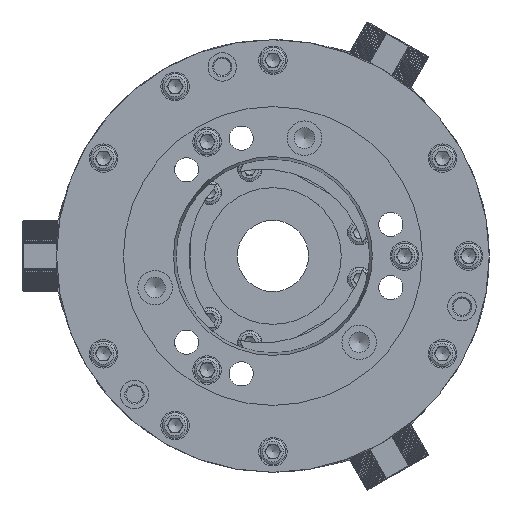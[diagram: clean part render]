
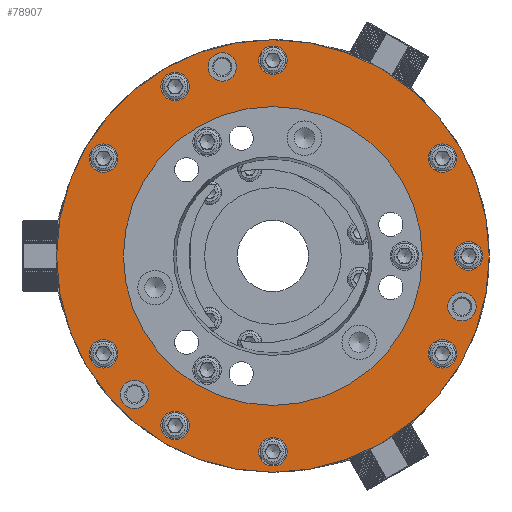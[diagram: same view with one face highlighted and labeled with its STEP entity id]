
A CAD part, left-side view. The second image highlights one B-rep face of the part: STEP entity #78907.
In plain terms, the highlighted planar face has unit normal (-1, 0, 0).
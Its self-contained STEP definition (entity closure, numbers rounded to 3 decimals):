
#25678=ORIENTED_EDGE('',*,*,#46084,.F.);
#25679=ORIENTED_EDGE('',*,*,#46085,.F.);
#25680=ORIENTED_EDGE('',*,*,#46086,.F.);
#25681=ORIENTED_EDGE('',*,*,#46083,.T.);
#25682=ORIENTED_EDGE('',*,*,#46087,.F.);
#25683=ORIENTED_EDGE('',*,*,#46088,.F.);
#25684=ORIENTED_EDGE('',*,*,#46089,.F.);
#25685=ORIENTED_EDGE('',*,*,#46090,.T.);
#25686=ORIENTED_EDGE('',*,*,#46091,.F.);
#25687=ORIENTED_EDGE('',*,*,#46092,.T.);
#25688=ORIENTED_EDGE('',*,*,#46093,.T.);
#25689=ORIENTED_EDGE('',*,*,#46094,.F.);
#25690=ORIENTED_EDGE('',*,*,#46095,.F.);
#25691=ORIENTED_EDGE('',*,*,#46096,.T.);
#46083=EDGE_CURVE('',#56790,#56790,#63413,.T.);
#46084=EDGE_CURVE('',#56791,#56791,#63414,.T.);
#46085=EDGE_CURVE('',#56792,#56792,#63415,.T.);
#46086=EDGE_CURVE('',#56793,#56793,#63416,.T.);
#46087=EDGE_CURVE('',#56794,#56794,#63417,.T.);
#46088=EDGE_CURVE('',#56795,#56795,#63418,.T.);
#46089=EDGE_CURVE('',#56796,#56796,#63419,.T.);
#46090=EDGE_CURVE('',#56797,#56797,#63420,.T.);
#46091=EDGE_CURVE('',#56798,#56798,#63421,.T.);
#46092=EDGE_CURVE('',#56799,#56799,#63422,.T.);
#46093=EDGE_CURVE('',#56800,#56800,#63423,.T.);
#46094=EDGE_CURVE('',#56801,#56801,#63424,.T.);
#46095=EDGE_CURVE('',#56802,#56802,#63425,.T.);
#46096=EDGE_CURVE('',#56803,#56803,#63426,.T.);
#56790=VERTEX_POINT('',#115087);
#56791=VERTEX_POINT('',#115090);
#56792=VERTEX_POINT('',#115092);
#56793=VERTEX_POINT('',#115094);
#56794=VERTEX_POINT('',#115096);
#56795=VERTEX_POINT('',#115098);
#56796=VERTEX_POINT('',#115100);
#56797=VERTEX_POINT('',#115102);
#56798=VERTEX_POINT('',#115104);
#56799=VERTEX_POINT('',#115106);
#56800=VERTEX_POINT('',#115108);
#56801=VERTEX_POINT('',#115110);
#56802=VERTEX_POINT('',#115112);
#56803=VERTEX_POINT('',#115114);
#63413=CIRCLE('',#84284,105.);
#63414=CIRCLE('',#84286,10.);
#63415=CIRCLE('',#84287,10.);
#63416=CIRCLE('',#84288,10.);
#63417=CIRCLE('',#84289,152.);
#63418=CIRCLE('',#84290,10.);
#63419=CIRCLE('',#84291,10.);
#63420=CIRCLE('',#84292,10.);
#63421=CIRCLE('',#84293,10.);
#63422=CIRCLE('',#84294,10.);
#63423=CIRCLE('',#84295,10.);
#63424=CIRCLE('',#84296,10.);
#63425=CIRCLE('',#84297,10.);
#63426=CIRCLE('',#84298,10.);
#65367=EDGE_LOOP('',(#25678));
#65368=EDGE_LOOP('',(#25679));
#65369=EDGE_LOOP('',(#25680));
#65370=EDGE_LOOP('',(#25681));
#65371=EDGE_LOOP('',(#25682));
#65372=EDGE_LOOP('',(#25683));
#65373=EDGE_LOOP('',(#25684));
#65374=EDGE_LOOP('',(#25685));
#65375=EDGE_LOOP('',(#25686));
#65376=EDGE_LOOP('',(#25687));
#65377=EDGE_LOOP('',(#25688));
#65378=EDGE_LOOP('',(#25689));
#65379=EDGE_LOOP('',(#25690));
#65380=EDGE_LOOP('',(#25691));
#70468=FACE_BOUND('',#65367,.T.);
#70469=FACE_BOUND('',#65368,.T.);
#70470=FACE_BOUND('',#65369,.T.);
#70471=FACE_BOUND('',#65370,.T.);
#70472=FACE_BOUND('',#65371,.T.);
#70473=FACE_BOUND('',#65372,.T.);
#70474=FACE_BOUND('',#65373,.T.);
#70475=FACE_BOUND('',#65374,.T.);
#70476=FACE_BOUND('',#65375,.T.);
#70477=FACE_BOUND('',#65376,.T.);
#70478=FACE_BOUND('',#65377,.T.);
#70479=FACE_BOUND('',#65378,.T.);
#70480=FACE_BOUND('',#65379,.T.);
#70481=FACE_BOUND('',#65380,.T.);
#74934=PLANE('',#84285);
#78907=ADVANCED_FACE('',(#70468,#70469,#70470,#70471,#70472,#70473,#70474,
#70475,#70476,#70477,#70478,#70479,#70480,#70481),#74934,.T.);
#84284=AXIS2_PLACEMENT_3D('',#115086,#93150,#93151);
#84285=AXIS2_PLACEMENT_3D('',#115088,#93152,#93153);
#84286=AXIS2_PLACEMENT_3D('',#115089,#93154,#93155);
#84287=AXIS2_PLACEMENT_3D('',#115091,#93156,#93157);
#84288=AXIS2_PLACEMENT_3D('',#115093,#93158,#93159);
#84289=AXIS2_PLACEMENT_3D('',#115095,#93160,#93161);
#84290=AXIS2_PLACEMENT_3D('',#115097,#93162,#93163);
#84291=AXIS2_PLACEMENT_3D('',#115099,#93164,#93165);
#84292=AXIS2_PLACEMENT_3D('',#115101,#93166,#93167);
#84293=AXIS2_PLACEMENT_3D('',#115103,#93168,#93169);
#84294=AXIS2_PLACEMENT_3D('',#115105,#93170,#93171);
#84295=AXIS2_PLACEMENT_3D('',#115107,#93172,#93173);
#84296=AXIS2_PLACEMENT_3D('',#115109,#93174,#93175);
#84297=AXIS2_PLACEMENT_3D('',#115111,#93176,#93177);
#84298=AXIS2_PLACEMENT_3D('',#115113,#93178,#93179);
#93150=DIRECTION('',(1.,0.,0.));
#93151=DIRECTION('',(0.,0.,-1.));
#93152=DIRECTION('',(-1.,0.,0.));
#93153=DIRECTION('',(0.,0.,1.));
#93154=DIRECTION('',(-1.,0.,0.));
#93155=DIRECTION('',(0.,0.,1.));
#93156=DIRECTION('',(-1.,0.,0.));
#93157=DIRECTION('',(0.,0.,1.));
#93158=DIRECTION('',(-1.,0.,0.));
#93159=DIRECTION('',(0.,0.,1.));
#93160=DIRECTION('',(1.,0.,0.));
#93161=DIRECTION('',(0.,0.,-1.));
#93162=DIRECTION('',(-1.,0.,0.));
#93163=DIRECTION('',(0.,0.,1.));
#93164=DIRECTION('',(-1.,0.,0.));
#93165=DIRECTION('',(0.,0.,1.));
#93166=DIRECTION('',(1.,0.,0.));
#93167=DIRECTION('',(0.,-0.866,0.5));
#93168=DIRECTION('',(-1.,0.,0.));
#93169=DIRECTION('',(0.,0.866,-0.5));
#93170=DIRECTION('',(1.,0.,0.));
#93171=DIRECTION('',(0.,0.866,0.5));
#93172=DIRECTION('',(1.,0.,0.));
#93173=DIRECTION('',(0.,0.866,0.5));
#93174=DIRECTION('',(-1.,0.,0.));
#93175=DIRECTION('',(0.,-0.866,-0.5));
#93176=DIRECTION('',(-1.,0.,0.));
#93177=DIRECTION('',(0.,-0.866,-0.5));
#93178=DIRECTION('',(1.,0.,0.));
#93179=DIRECTION('',(0.,0.,-1.));
#115086=CARTESIAN_POINT('',(-124.,0.,0.));
#115087=CARTESIAN_POINT('',(-124.,0.,-105.));
#115088=CARTESIAN_POINT('',(-124.,76.,-131.636));
#115089=CARTESIAN_POINT('',(-124.,35.588,132.815));
#115090=CARTESIAN_POINT('',(-124.,35.588,142.815));
#115091=CARTESIAN_POINT('',(-124.,-132.815,-35.588));
#115092=CARTESIAN_POINT('',(-124.,-132.815,-25.588));
#115093=CARTESIAN_POINT('',(-124.,97.227,-97.227));
#115094=CARTESIAN_POINT('',(-124.,97.227,-87.227));
#115095=CARTESIAN_POINT('',(-124.,0.,0.));
#115096=CARTESIAN_POINT('',(-124.,0.,-152.));
#115097=CARTESIAN_POINT('',(-124.,119.078,-68.75));
#115098=CARTESIAN_POINT('',(-124.,119.078,-58.75));
#115099=CARTESIAN_POINT('',(-124.,68.75,-119.078));
#115100=CARTESIAN_POINT('',(-124.,68.75,-109.078));
#115101=CARTESIAN_POINT('',(-124.,0.,-137.5));
#115102=CARTESIAN_POINT('',(-124.,-8.66,-132.5));
#115103=CARTESIAN_POINT('',(-124.,-119.078,-68.75));
#115104=CARTESIAN_POINT('',(-124.,-110.418,-73.75));
#115105=CARTESIAN_POINT('',(-124.,-137.5,0.));
#115106=CARTESIAN_POINT('',(-124.,-128.84,5.));
#115107=CARTESIAN_POINT('',(-124.,-119.078,68.75));
#115108=CARTESIAN_POINT('',(-124.,-110.418,73.75));
#115109=CARTESIAN_POINT('',(-124.,0.,137.5));
#115110=CARTESIAN_POINT('',(-124.,-8.66,132.5));
#115111=CARTESIAN_POINT('',(-124.,68.75,119.078));
#115112=CARTESIAN_POINT('',(-124.,60.09,114.078));
#115113=CARTESIAN_POINT('',(-124.,119.078,68.75));
#115114=CARTESIAN_POINT('',(-124.,119.078,58.75));
